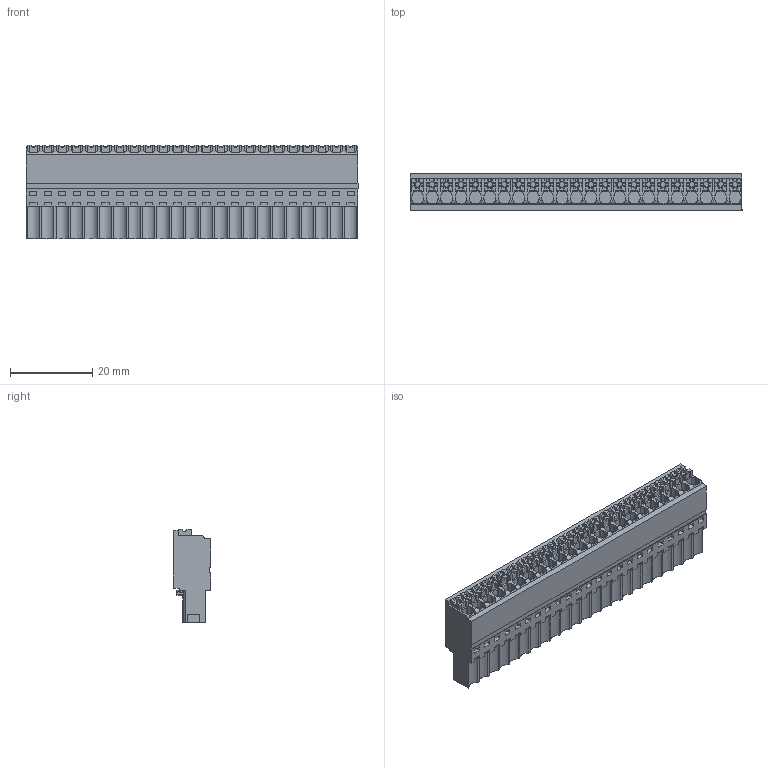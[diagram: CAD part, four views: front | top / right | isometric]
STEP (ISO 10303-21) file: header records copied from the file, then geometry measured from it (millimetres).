
FILE_DESCRIPTION(('CATIA V5R24 STEP','CAx-IF Rec.Pracs.--- Model Styling and Organization---1.2---2011-12-15'),'2;1');
FILE_NAME ('D1462526_0', '2018-01-11T13:43:36+00:00', ('Weidmueller Interface'), ('Weidmueller'), 'CATIA Version 5-6 Release 2014 SP4 HF52', 'CATIA V5 STEP AP214', 'none');
FILE_SCHEMA(('AUTOMOTIVE_DESIGN { 1 0 10303 214 1 1 1 1 }'));
Products named in the file (1): 2459260000
Bounding box: 80.54 x 9 x 22.7 mm (x, y, z)
Volume: 11778 mm3; surface area: 9318.4 mm2
Topology: 24 solids, 24 shells, 2136 faces, 6280 edges, 4238 vertices
Faces by surface type: plane 1951, cylinder 185
Entity records: 67408 total; most frequent: CARTESIAN_POINT 13971, ORIENTED_EDGE 12560, DIRECTION 8343, EDGE_CURVE 6280, VECTOR 5266, LINE 5266, VERTEX_POINT 4238, EDGE_LOOP 2228
